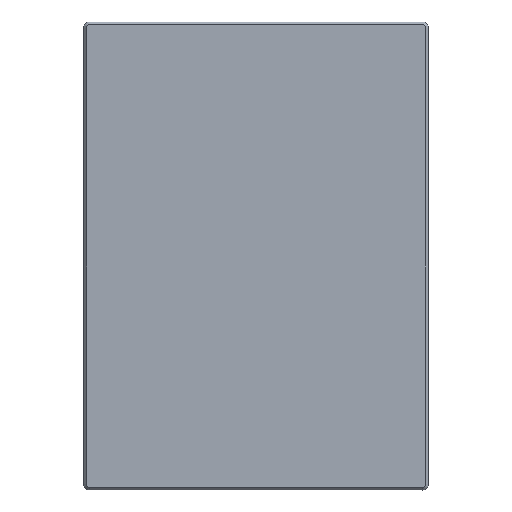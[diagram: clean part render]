
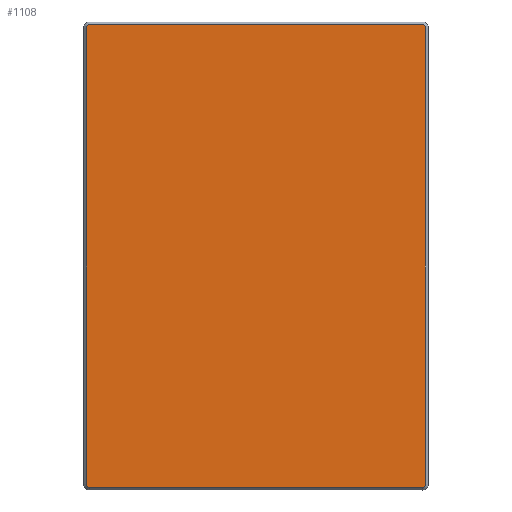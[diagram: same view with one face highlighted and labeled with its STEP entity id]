
A CAD part, top view. The second image highlights one B-rep face of the part: STEP entity #1108.
In plain terms, the highlighted planar face has unit normal (0, 0, 1).
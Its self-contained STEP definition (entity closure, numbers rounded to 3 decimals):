
#31 = ORIENTED_EDGE ( 'NONE', *, *, #54, .F. ) ;
#47 = AXIS2_PLACEMENT_3D ( 'NONE', #1096, #985, #150 ) ;
#54 = EDGE_CURVE ( 'NONE', #692, #402, #951, .T. ) ;
#123 = ORIENTED_EDGE ( 'NONE', *, *, #1321, .F. ) ;
#141 = CARTESIAN_POINT ( 'NONE',  ( -60.828, -82.014, 230.51 ) ) ;
#143 = CARTESIAN_POINT ( 'NONE',  ( 59.828, -83.014, 230.51 ) ) ;
#150 = DIRECTION ( 'NONE',  ( 1., 0., 0. ) ) ;
#169 = EDGE_CURVE ( 'NONE', #692, #231, #1117, .T. ) ;
#176 = DIRECTION ( 'NONE',  ( -1., 0., 0. ) ) ;
#198 = ORIENTED_EDGE ( 'NONE', *, *, #169, .T. ) ;
#231 = VERTEX_POINT ( 'NONE', #503 ) ;
#254 = CIRCLE ( 'NONE', #1129, 1. ) ;
#259 = PLANE ( 'NONE',  #47 ) ;
#320 = CARTESIAN_POINT ( 'NONE',  ( 0.157, -83.014, 230.51 ) ) ;
#341 = VERTEX_POINT ( 'NONE', #141 ) ;
#353 = EDGE_CURVE ( 'NONE', #783, #402, #1184, .T. ) ;
#357 = CARTESIAN_POINT ( 'NONE',  ( 59.828, -82.014, 230.51 ) ) ;
#390 = VERTEX_POINT ( 'NONE', #1109 ) ;
#402 = VERTEX_POINT ( 'NONE', #872 ) ;
#435 = DIRECTION ( 'NONE',  ( -1., 0., 0. ) ) ;
#439 = DIRECTION ( 'NONE',  ( 1., 0., 0. ) ) ;
#454 = ORIENTED_EDGE ( 'NONE', *, *, #353, .T. ) ;
#458 = DIRECTION ( 'NONE',  ( 0., 1., 0. ) ) ;
#466 = VECTOR ( 'NONE', #458, 1000. ) ;
#468 = FACE_OUTER_BOUND ( 'NONE', #785, .T. ) ;
#498 = ORIENTED_EDGE ( 'NONE', *, *, #924, .T. ) ;
#503 = CARTESIAN_POINT ( 'NONE',  ( -59.828, 83.014, 230.51 ) ) ;
#530 = CARTESIAN_POINT ( 'NONE',  ( -60.828, -0.314, 230.51 ) ) ;
#538 = ORIENTED_EDGE ( 'NONE', *, *, #813, .T. ) ;
#551 = VERTEX_POINT ( 'NONE', #807 ) ;
#561 = DIRECTION ( 'NONE',  ( 0., 1., 0. ) ) ;
#687 = CARTESIAN_POINT ( 'NONE',  ( 59.828, 82.014, 230.51 ) ) ;
#690 = VECTOR ( 'NONE', #176, 1000. ) ;
#692 = VERTEX_POINT ( 'NONE', #1359 ) ;
#718 = VECTOR ( 'NONE', #439, 1000. ) ;
#722 = CARTESIAN_POINT ( 'NONE',  ( -59.828, -82.014, 230.51 ) ) ;
#756 = VECTOR ( 'NONE', #942, 1000. ) ;
#768 = AXIS2_PLACEMENT_3D ( 'NONE', #950, #1047, #435 ) ;
#783 = VERTEX_POINT ( 'NONE', #1181 ) ;
#785 = EDGE_LOOP ( 'NONE', ( #1058, #454, #31, #198, #123, #538, #1063, #498 ) ) ;
#807 = CARTESIAN_POINT ( 'NONE',  ( -60.828, 82.014, 230.51 ) ) ;
#813 = EDGE_CURVE ( 'NONE', #551, #341, #821, .T. ) ;
#821 = LINE ( 'NONE', #530, #756 ) ;
#824 = AXIS2_PLACEMENT_3D ( 'NONE', #722, #1239, #1366 ) ;
#847 = EDGE_CURVE ( 'NONE', #390, #341, #893, .T. ) ;
#872 = CARTESIAN_POINT ( 'NONE',  ( 60.828, 82.014, 230.51 ) ) ;
#893 = CIRCLE ( 'NONE', #824, 1. ) ;
#911 = CARTESIAN_POINT ( 'NONE',  ( 0.157, 83.014, 230.51 ) ) ;
#924 = EDGE_CURVE ( 'NONE', #390, #1085, #1043, .T. ) ;
#925 = CIRCLE ( 'NONE', #768, 1. ) ;
#942 = DIRECTION ( 'NONE',  ( 0., -1., 0. ) ) ;
#950 = CARTESIAN_POINT ( 'NONE',  ( -59.828, 82.014, 230.51 ) ) ;
#951 = CIRCLE ( 'NONE', #1061, 1. ) ;
#984 = DIRECTION ( 'NONE',  ( 0., 1., 0. ) ) ;
#985 = DIRECTION ( 'NONE',  ( 0., 0., 1. ) ) ;
#1008 = EDGE_CURVE ( 'NONE', #783, #1085, #254, .T. ) ;
#1043 = LINE ( 'NONE', #320, #718 ) ;
#1047 = DIRECTION ( 'NONE',  ( 0., 0., -1. ) ) ;
#1058 = ORIENTED_EDGE ( 'NONE', *, *, #1008, .F. ) ;
#1061 = AXIS2_PLACEMENT_3D ( 'NONE', #687, #1298, #984 ) ;
#1063 = ORIENTED_EDGE ( 'NONE', *, *, #847, .F. ) ;
#1085 = VERTEX_POINT ( 'NONE', #143 ) ;
#1088 = CARTESIAN_POINT ( 'NONE',  ( 60.828, -0.314, 230.51 ) ) ;
#1096 = CARTESIAN_POINT ( 'NONE',  ( 0.157, -0.314, 230.51 ) ) ;
#1108 = ADVANCED_FACE ( 'NONE', ( #468 ), #259, .T. ) ;
#1109 = CARTESIAN_POINT ( 'NONE',  ( -59.828, -83.014, 230.51 ) ) ;
#1117 = LINE ( 'NONE', #911, #690 ) ;
#1129 = AXIS2_PLACEMENT_3D ( 'NONE', #357, #1179, #561 ) ;
#1179 = DIRECTION ( 'NONE',  ( 0., 0., -1. ) ) ;
#1181 = CARTESIAN_POINT ( 'NONE',  ( 60.828, -82.014, 230.51 ) ) ;
#1184 = LINE ( 'NONE', #1088, #466 ) ;
#1239 = DIRECTION ( 'NONE',  ( 0., 0., -1. ) ) ;
#1298 = DIRECTION ( 'NONE',  ( 0., 0., -1. ) ) ;
#1321 = EDGE_CURVE ( 'NONE', #551, #231, #925, .T. ) ;
#1359 = CARTESIAN_POINT ( 'NONE',  ( 59.828, 83.014, 230.51 ) ) ;
#1366 = DIRECTION ( 'NONE',  ( -1., 0., 0. ) ) ;
